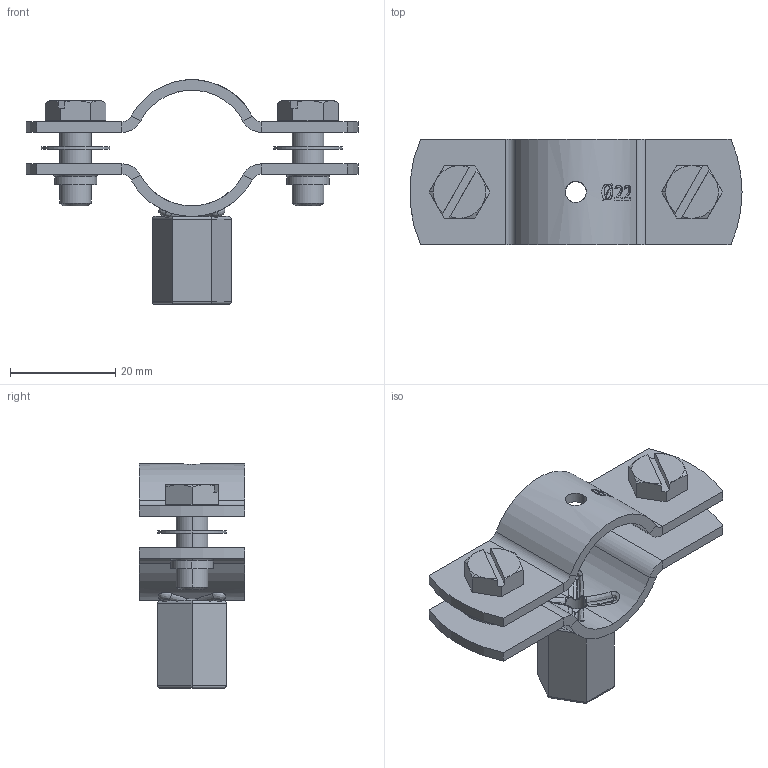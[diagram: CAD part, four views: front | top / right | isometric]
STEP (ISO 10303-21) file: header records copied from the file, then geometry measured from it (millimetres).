
FILE_DESCRIPTION (( 'STEP AP214' ), '1' );
FILE_NAME ('30179022.STEP', '2022-10-27T06:44:55', ( '' ), ( '' ), 'SwSTEP 2.0', 'SolidWorks 2021', '' );
FILE_SCHEMA (( 'AUTOMOTIVE_DESIGN' ));
Length unit declared in the file: millimetre
Products named in the file (7): 9519002599; Clamp^8110130022; 9735013060; 8110130022; 8020130022; 30179022; 9541506016
Assembly tree (8 placements, depth 3):
  30179022
    8110130022
      Clamp^8110130022
      9519002599
    8020130022
    9541506016  x2
    9735013060  x2
Bounding box: 63.08 x 20 x 42.7 mm (x, y, z)
Volume: 8441.5 mm3; surface area: 9207.5 mm2
Topology: 7 solids, 7 shells, 348 faces, 874 edges, 548 vertices
Faces by surface type: plane 105, bspline 102, cylinder 99, cone 30, torus 12
Entity records: 16769 total; most frequent: CARTESIAN_POINT 10235, ORIENTED_EDGE 1494, DIRECTION 958, EDGE_CURVE 747, VERTEX_POINT 467, AXIS2_PLACEMENT_3D 365, B_SPLINE_CURVE_WITH_KNOTS 348, EDGE_LOOP 318
